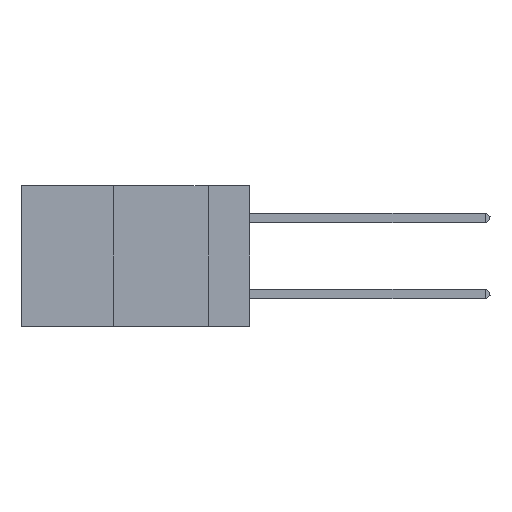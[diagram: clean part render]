
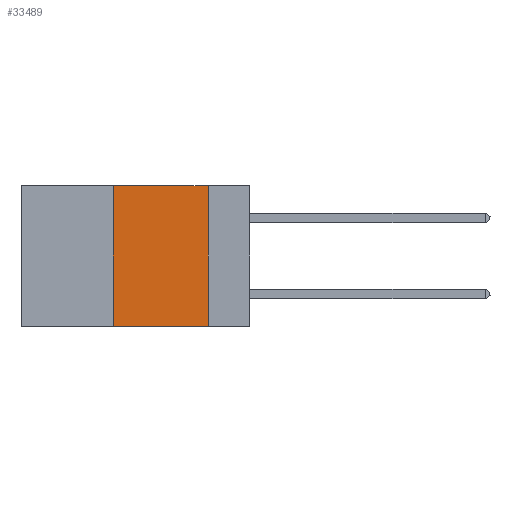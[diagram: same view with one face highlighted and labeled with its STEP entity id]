
A CAD part, left-side view. The second image highlights one B-rep face of the part: STEP entity #33489.
In plain terms, the highlighted planar face has unit normal (-1, 0, 0).
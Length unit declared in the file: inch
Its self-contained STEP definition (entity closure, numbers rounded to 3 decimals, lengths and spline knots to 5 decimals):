
#644 = VECTOR ( 'NONE', #31445, 39.37008 ) ;
#2243 = LINE ( 'NONE', #31591, #644 ) ;
#3199 = CARTESIAN_POINT ( 'NONE',  ( 0., 0.11, 0. ) ) ;
#3257 = VERTEX_POINT ( 'NONE', #3199 ) ;
#3271 = VECTOR ( 'NONE', #27554, 39.37008 ) ;
#4298 = LINE ( 'NONE', #7505, #3271 ) ;
#5795 = VECTOR ( 'NONE', #38159, 39.37008 ) ;
#6360 = EDGE_CURVE ( 'NONE', #3257, #30570, #2243, .T. ) ;
#7505 = CARTESIAN_POINT ( 'NONE',  ( 0., 0.36, 0. ) ) ;
#7907 = LINE ( 'NONE', #34775, #5795 ) ;
#8123 = AXIS2_PLACEMENT_3D ( 'NONE', #19603, #39976, #32952 ) ;
#14100 = DIRECTION ( 'NONE',  ( 0., -1., 0. ) ) ;
#15791 = LINE ( 'NONE', #37465, #28942 ) ;
#18334 = EDGE_LOOP ( 'NONE', ( #19791, #30130, #23022, #30702 ) ) ;
#19603 = CARTESIAN_POINT ( 'NONE',  ( 0., 0.6, 0. ) ) ;
#19791 = ORIENTED_EDGE ( 'NONE', *, *, #6360, .F. ) ;
#20030 = CARTESIAN_POINT ( 'NONE',  ( 0., 0.36, 0. ) ) ;
#20491 = EDGE_CURVE ( 'NONE', #26505, #30570, #15791, .T. ) ;
#23022 = ORIENTED_EDGE ( 'NONE', *, *, #29613, .F. ) ;
#26505 = VERTEX_POINT ( 'NONE', #36304 ) ;
#27554 = DIRECTION ( 'NONE',  ( 0., 0., 1. ) ) ;
#28942 = VECTOR ( 'NONE', #14100, 39.37008 ) ;
#29613 = EDGE_CURVE ( 'NONE', #26505, #35562, #4298, .T. ) ;
#30130 = ORIENTED_EDGE ( 'NONE', *, *, #39561, .F. ) ;
#30570 = VERTEX_POINT ( 'NONE', #39503 ) ;
#30702 = ORIENTED_EDGE ( 'NONE', *, *, #20491, .T. ) ;
#31445 = DIRECTION ( 'NONE',  ( 0., 0., -1. ) ) ;
#31591 = CARTESIAN_POINT ( 'NONE',  ( 0., 0.11, 0. ) ) ;
#32952 = DIRECTION ( 'NONE',  ( 0., 0., -1. ) ) ;
#33489 = ADVANCED_FACE ( 'NONE', ( #43324 ), #42762, .F. ) ;
#34775 = CARTESIAN_POINT ( 'NONE',  ( 0., 0.6, 0. ) ) ;
#35562 = VERTEX_POINT ( 'NONE', #20030 ) ;
#36304 = CARTESIAN_POINT ( 'NONE',  ( 0., 0.36, -0.37 ) ) ;
#37465 = CARTESIAN_POINT ( 'NONE',  ( 0., 0.6, -0.37 ) ) ;
#38159 = DIRECTION ( 'NONE',  ( 0., -1., 0. ) ) ;
#39503 = CARTESIAN_POINT ( 'NONE',  ( 0., 0.11, -0.37 ) ) ;
#39561 = EDGE_CURVE ( 'NONE', #35562, #3257, #7907, .T. ) ;
#39976 = DIRECTION ( 'NONE',  ( 1., 0., 0. ) ) ;
#42762 = PLANE ( 'NONE',  #8123 ) ;
#43324 = FACE_OUTER_BOUND ( 'NONE', #18334, .T. ) ;
